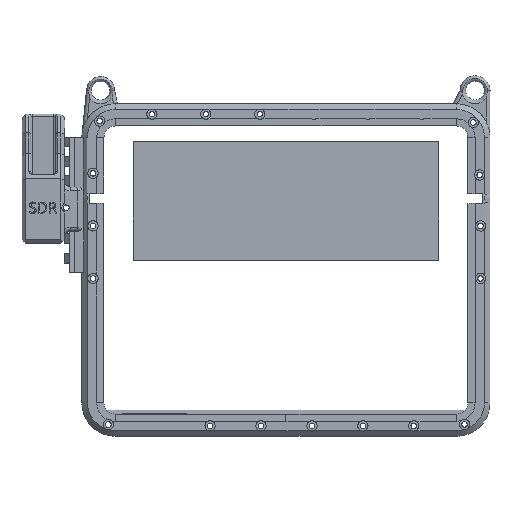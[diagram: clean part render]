
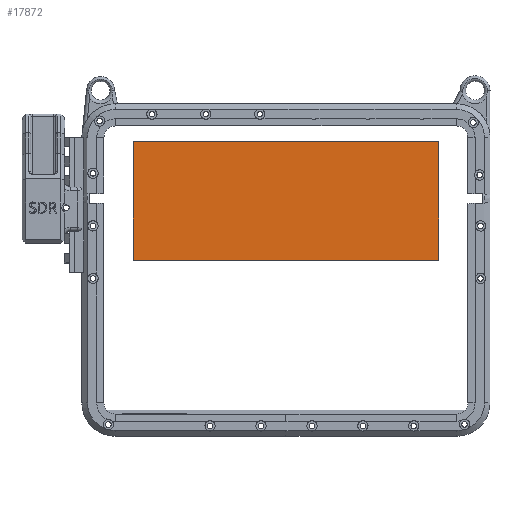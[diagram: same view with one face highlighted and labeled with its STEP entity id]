
A CAD part, top view. The second image highlights one B-rep face of the part: STEP entity #17872.
In plain terms, the highlighted planar face has unit normal (0, 0, 1).
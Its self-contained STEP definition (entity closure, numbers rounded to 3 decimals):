
#2369=FACE_OUTER_BOUND('',#3386,.T.);
#3386=EDGE_LOOP('',(#16415,#16416,#16417,#16418));
#5093=LINE('',#31793,#6810);
#5097=LINE('',#31801,#6814);
#5100=LINE('',#31807,#6817);
#5103=LINE('',#31812,#6820);
#6810=VECTOR('',#23739,10.);
#6814=VECTOR('',#23745,10.);
#6817=VECTOR('',#23750,10.);
#6820=VECTOR('',#23755,10.);
#8522=VERTEX_POINT('',#31791);
#8523=VERTEX_POINT('',#31792);
#8526=VERTEX_POINT('',#31800);
#8528=VERTEX_POINT('',#31806);
#11149=EDGE_CURVE('',#8522,#8523,#5093,.T.);
#11153=EDGE_CURVE('',#8526,#8522,#5097,.T.);
#11156=EDGE_CURVE('',#8528,#8526,#5100,.T.);
#11159=EDGE_CURVE('',#8523,#8528,#5103,.T.);
#16415=ORIENTED_EDGE('',*,*,#11159,.F.);
#16416=ORIENTED_EDGE('',*,*,#11149,.F.);
#16417=ORIENTED_EDGE('',*,*,#11153,.F.);
#16418=ORIENTED_EDGE('',*,*,#11156,.F.);
#16942=PLANE('',#19272);
#17872=ADVANCED_FACE('',(#2369),#16942,.T.);
#19272=AXIS2_PLACEMENT_3D('',#31814,#23757,#23758);
#23739=DIRECTION('',(0.,-1.,0.));
#23745=DIRECTION('',(1.,0.,0.));
#23750=DIRECTION('',(0.,1.,0.));
#23755=DIRECTION('',(-1.,0.,0.));
#23757=DIRECTION('center_axis',(0.,0.,1.));
#23758=DIRECTION('ref_axis',(-1.,0.,0.));
#31791=CARTESIAN_POINT('',(81.659,45.795,50.));
#31792=CARTESIAN_POINT('',(81.659,-17.493,50.));
#31793=CARTESIAN_POINT('',(81.659,45.795,50.));
#31800=CARTESIAN_POINT('',(-81.597,45.795,50.));
#31801=CARTESIAN_POINT('',(-81.597,45.795,50.));
#31806=CARTESIAN_POINT('',(-81.597,-17.493,50.));
#31807=CARTESIAN_POINT('',(-81.597,-17.493,50.));
#31812=CARTESIAN_POINT('',(81.659,-17.493,50.));
#31814=CARTESIAN_POINT('Origin',(0.031,14.151,50.));
